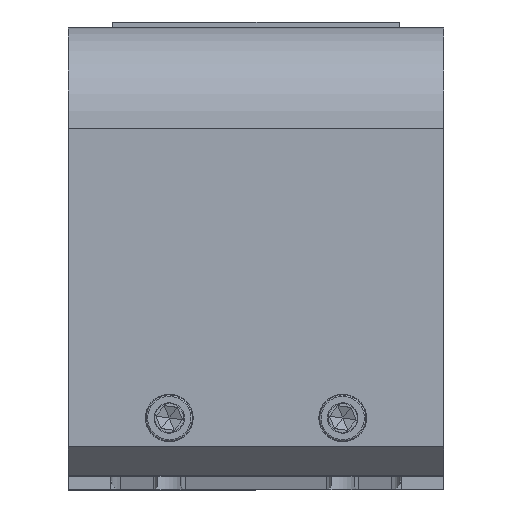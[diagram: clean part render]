
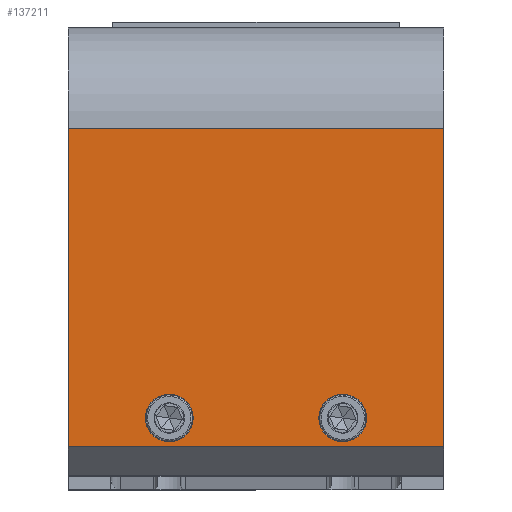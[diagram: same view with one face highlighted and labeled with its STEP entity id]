
A CAD part, top view. The second image highlights one B-rep face of the part: STEP entity #137211.
In plain terms, the highlighted planar face has unit normal (0, 0, 1).
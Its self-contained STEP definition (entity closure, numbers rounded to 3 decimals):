
#603 = EDGE_LOOP ( 'NONE', ( #22545, #111402 ) ) ;
#1937 = FACE_BOUND ( 'NONE', #71900, .T. ) ;
#14957 = EDGE_CURVE ( 'NONE', #53232, #195539, #127538, .T. ) ;
#22545 = ORIENTED_EDGE ( 'NONE', *, *, #204868, .F. ) ;
#27219 = DIRECTION ( 'NONE',  ( 0., -1., 0. ) ) ;
#29746 = DIRECTION ( 'NONE',  ( 0., 0., -1. ) ) ;
#31145 = VERTEX_POINT ( 'NONE', #33009 ) ;
#33009 = CARTESIAN_POINT ( 'NONE',  ( 208.467, 197.762, 762.525 ) ) ;
#35049 = DIRECTION ( 'NONE',  ( -1., 0., 0. ) ) ;
#36225 = VECTOR ( 'NONE', #27219, 1000. ) ;
#40472 = CARTESIAN_POINT ( 'NONE',  ( 78.467, 197.762, 762.525 ) ) ;
#41064 = CARTESIAN_POINT ( 'NONE',  ( 208.467, 197.762, 762.525 ) ) ;
#53232 = VERTEX_POINT ( 'NONE', #240435 ) ;
#56508 = CARTESIAN_POINT ( 'NONE',  ( 181.717, 207.762, 762.525 ) ) ;
#58006 = EDGE_CURVE ( 'NONE', #123650, #154113, #86287, .T. ) ;
#58129 = DIRECTION ( 'NONE',  ( 1., 0., 0. ) ) ;
#63458 = FACE_BOUND ( 'NONE', #603, .T. ) ;
#64887 = VECTOR ( 'NONE', #35049, 1000. ) ;
#69516 = EDGE_CURVE ( 'NONE', #31145, #195539, #79141, .T. ) ;
#70760 = ORIENTED_EDGE ( 'NONE', *, *, #98380, .F. ) ;
#71900 = EDGE_LOOP ( 'NONE', ( #196485, #198139 ) ) ;
#73233 = CARTESIAN_POINT ( 'NONE',  ( 113.467, 207.762, 762.525 ) ) ;
#74117 = CARTESIAN_POINT ( 'NONE',  ( 173.467, 207.762, 762.525 ) ) ;
#79141 = LINE ( 'NONE', #136696, #64887 ) ;
#79515 = FACE_OUTER_BOUND ( 'NONE', #201239, .T. ) ;
#83531 = VECTOR ( 'NONE', #165438, 1000. ) ;
#84748 = CARTESIAN_POINT ( 'NONE',  ( 78.467, 197.762, 762.525 ) ) ;
#85507 = CARTESIAN_POINT ( 'NONE',  ( 121.717, 207.762, 762.525 ) ) ;
#86287 = CIRCLE ( 'NONE', #235672, 8.25 ) ;
#88172 = CIRCLE ( 'NONE', #250422, 8.25 ) ;
#88663 = VERTEX_POINT ( 'NONE', #170360 ) ;
#91308 = DIRECTION ( 'NONE',  ( -1., 0., 0. ) ) ;
#94292 = VERTEX_POINT ( 'NONE', #85507 ) ;
#97206 = DIRECTION ( 'NONE',  ( 0., 0., 1. ) ) ;
#98380 = EDGE_CURVE ( 'NONE', #88663, #31145, #125330, .T. ) ;
#107712 = AXIS2_PLACEMENT_3D ( 'NONE', #108669, #29746, #91308 ) ;
#108669 = CARTESIAN_POINT ( 'NONE',  ( 208.467, 197.762, 762.525 ) ) ;
#111402 = ORIENTED_EDGE ( 'NONE', *, *, #58006, .F. ) ;
#113971 = AXIS2_PLACEMENT_3D ( 'NONE', #176945, #214409, #194436 ) ;
#118145 = CIRCLE ( 'NONE', #113971, 8.25 ) ;
#122426 = DIRECTION ( 'NONE',  ( -1., 0., 0. ) ) ;
#123650 = VERTEX_POINT ( 'NONE', #255475 ) ;
#125330 = LINE ( 'NONE', #41064, #83531 ) ;
#127538 = LINE ( 'NONE', #84748, #36225 ) ;
#136696 = CARTESIAN_POINT ( 'NONE',  ( 208.467, 197.762, 762.525 ) ) ;
#137211 = ADVANCED_FACE ( 'NONE', ( #1937, #63458, #79515 ), #234281, .F. ) ;
#137312 = DIRECTION ( 'NONE',  ( 1., 0., 0. ) ) ;
#137393 = ORIENTED_EDGE ( 'NONE', *, *, #156219, .T. ) ;
#154113 = VERTEX_POINT ( 'NONE', #56508 ) ;
#156219 = EDGE_CURVE ( 'NONE', #88663, #53232, #161221, .T. ) ;
#157327 = CIRCLE ( 'NONE', #264148, 8.25 ) ;
#161221 = LINE ( 'NONE', #201350, #214723 ) ;
#165438 = DIRECTION ( 'NONE',  ( 0., -1., 0. ) ) ;
#170360 = CARTESIAN_POINT ( 'NONE',  ( 208.467, 307.762, 762.525 ) ) ;
#176945 = CARTESIAN_POINT ( 'NONE',  ( 173.467, 207.762, 762.525 ) ) ;
#181689 = EDGE_CURVE ( 'NONE', #94292, #231771, #88172, .T. ) ;
#184197 = ORIENTED_EDGE ( 'NONE', *, *, #14957, .T. ) ;
#194436 = DIRECTION ( 'NONE',  ( 1., 0., 0. ) ) ;
#195539 = VERTEX_POINT ( 'NONE', #40472 ) ;
#196485 = ORIENTED_EDGE ( 'NONE', *, *, #181689, .F. ) ;
#198139 = ORIENTED_EDGE ( 'NONE', *, *, #236582, .F. ) ;
#201239 = EDGE_LOOP ( 'NONE', ( #184197, #245661, #70760, #137393 ) ) ;
#201350 = CARTESIAN_POINT ( 'NONE',  ( 208.467, 307.762, 762.525 ) ) ;
#204868 = EDGE_CURVE ( 'NONE', #154113, #123650, #118145, .T. ) ;
#214409 = DIRECTION ( 'NONE',  ( 0., 0., 1. ) ) ;
#214723 = VECTOR ( 'NONE', #122426, 1000. ) ;
#215796 = DIRECTION ( 'NONE',  ( 0., 0., 1. ) ) ;
#231771 = VERTEX_POINT ( 'NONE', #256360 ) ;
#233210 = DIRECTION ( 'NONE',  ( 1., 0., 0. ) ) ;
#234281 = PLANE ( 'NONE',  #107712 ) ;
#235672 = AXIS2_PLACEMENT_3D ( 'NONE', #74117, #215796, #233210 ) ;
#236582 = EDGE_CURVE ( 'NONE', #231771, #94292, #157327, .T. ) ;
#240435 = CARTESIAN_POINT ( 'NONE',  ( 78.467, 307.762, 762.525 ) ) ;
#241248 = CARTESIAN_POINT ( 'NONE',  ( 113.467, 207.762, 762.525 ) ) ;
#242539 = DIRECTION ( 'NONE',  ( 0., 0., 1. ) ) ;
#245661 = ORIENTED_EDGE ( 'NONE', *, *, #69516, .F. ) ;
#250422 = AXIS2_PLACEMENT_3D ( 'NONE', #241248, #242539, #58129 ) ;
#255475 = CARTESIAN_POINT ( 'NONE',  ( 165.217, 207.762, 762.525 ) ) ;
#256360 = CARTESIAN_POINT ( 'NONE',  ( 105.217, 207.762, 762.525 ) ) ;
#264148 = AXIS2_PLACEMENT_3D ( 'NONE', #73233, #97206, #137312 ) ;
